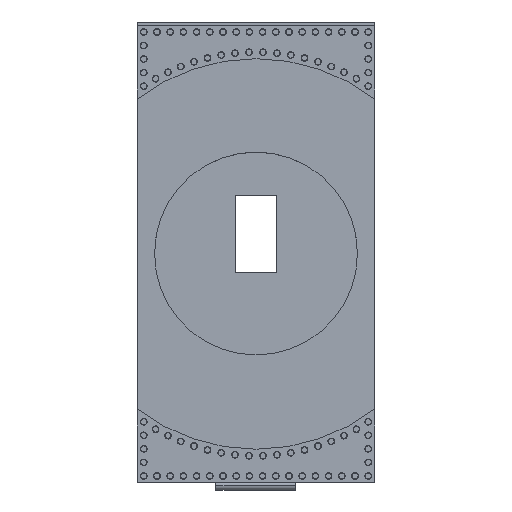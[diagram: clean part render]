
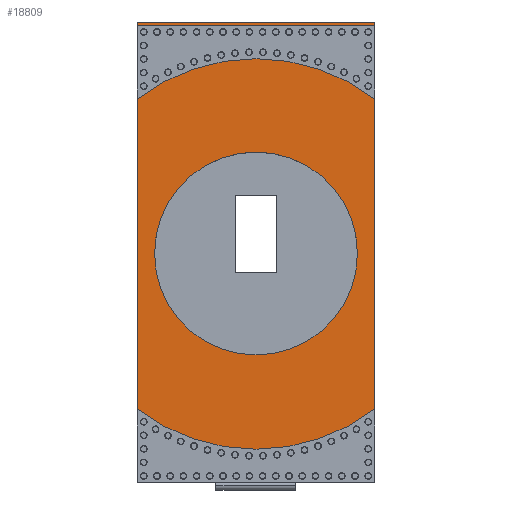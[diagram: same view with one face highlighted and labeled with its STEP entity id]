
A CAD part, top view. The second image highlights one B-rep face of the part: STEP entity #18809.
In plain terms, the highlighted planar face has unit normal (0, 0, 1).
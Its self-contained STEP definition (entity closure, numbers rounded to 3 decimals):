
#18734=CARTESIAN_POINT('',(45.3,-0.228,2.));
#18735=DIRECTION('',(0.,0.,1.));
#18736=DIRECTION('',(-1.,0.,0.));
#18737=AXIS2_PLACEMENT_3D('',#18734,#18735,#18736);
#18738=PLANE('',#18737);
#18739=CARTESIAN_POINT('',(66.3,69.647,2.));
#18740=VERTEX_POINT('',#18739);
#18741=CARTESIAN_POINT('',(5.3,69.647,2.));
#18742=VERTEX_POINT('',#18741);
#18743=CARTESIAN_POINT('',(35.8,69.647,2.));
#18744=DIRECTION('',(-0.,-0.,-1.));
#18745=DIRECTION('',(1.,0.,-0.));
#18746=AXIS2_PLACEMENT_3D('',#18743,#18744,#18745);
#18747=CIRCLE('',#18746,30.5);
#18748=EDGE_CURVE('',#18740,#18742,#18747,.T.);
#18749=ORIENTED_EDGE('',*,*,#18748,.T.);
#18750=CARTESIAN_POINT('',(35.8,69.647,2.));
#18751=DIRECTION('',(-0.,-0.,-1.));
#18752=DIRECTION('',(1.,0.,-0.));
#18753=AXIS2_PLACEMENT_3D('',#18750,#18751,#18752);
#18754=CIRCLE('',#18753,30.5);
#18755=EDGE_CURVE('',#18742,#18740,#18754,.T.);
#18756=ORIENTED_EDGE('',*,*,#18755,.T.);
#18757=EDGE_LOOP('',(#18749,#18756));
#18758=FACE_BOUND('',#18757,.T.);
#18759=CARTESIAN_POINT('',(0.05,0.772,2.));
#18760=VERTEX_POINT('',#18759);
#18761=CARTESIAN_POINT('',(23.75,0.772,2.));
#18762=VERTEX_POINT('',#18761);
#18763=CARTESIAN_POINT('',(0.05,0.772,2.));
#18764=DIRECTION('',(1.,-0.,-0.));
#18765=VECTOR('',#18764,23.7);
#18766=LINE('',#18763,#18765);
#18767=EDGE_CURVE('',#18760,#18762,#18766,.T.);
#18768=ORIENTED_EDGE('',*,*,#18767,.T.);
#18769=CARTESIAN_POINT('',(47.75,0.772,2.));
#18770=VERTEX_POINT('',#18769);
#18771=CARTESIAN_POINT('',(23.75,0.772,2.));
#18772=DIRECTION('',(1.,-0.,-0.));
#18773=VECTOR('',#18772,24.);
#18774=LINE('',#18771,#18773);
#18775=EDGE_CURVE('',#18762,#18770,#18774,.T.);
#18776=ORIENTED_EDGE('',*,*,#18775,.T.);
#18777=CARTESIAN_POINT('',(71.55,0.772,2.));
#18778=VERTEX_POINT('',#18777);
#18779=CARTESIAN_POINT('',(47.75,0.772,2.));
#18780=DIRECTION('',(1.,-0.,-0.));
#18781=VECTOR('',#18780,23.8);
#18782=LINE('',#18779,#18781);
#18783=EDGE_CURVE('',#18770,#18778,#18782,.T.);
#18784=ORIENTED_EDGE('',*,*,#18783,.T.);
#18785=CARTESIAN_POINT('',(71.55,139.25,2.));
#18786=VERTEX_POINT('',#18785);
#18787=CARTESIAN_POINT('',(71.55,0.772,2.));
#18788=DIRECTION('',(0.,1.,0.));
#18789=VECTOR('',#18788,138.478);
#18790=LINE('',#18787,#18789);
#18791=EDGE_CURVE('',#18778,#18786,#18790,.T.);
#18792=ORIENTED_EDGE('',*,*,#18791,.T.);
#18793=CARTESIAN_POINT('',(0.05,139.25,2.));
#18794=VERTEX_POINT('',#18793);
#18795=CARTESIAN_POINT('',(0.05,139.25,2.));
#18796=DIRECTION('',(1.,0.,-0.));
#18797=VECTOR('',#18796,71.5);
#18798=LINE('',#18795,#18797);
#18799=EDGE_CURVE('',#18794,#18786,#18798,.T.);
#18800=ORIENTED_EDGE('',*,*,#18799,.F.);
#18801=CARTESIAN_POINT('',(0.05,0.772,2.));
#18802=DIRECTION('',(0.,1.,0.));
#18803=VECTOR('',#18802,138.478);
#18804=LINE('',#18801,#18803);
#18805=EDGE_CURVE('',#18760,#18794,#18804,.T.);
#18806=ORIENTED_EDGE('',*,*,#18805,.F.);
#18807=EDGE_LOOP('',(#18768,#18776,#18784,#18792,#18800,#18806));
#18808=FACE_BOUND('',#18807,.T.);
#18809=ADVANCED_FACE('',(#18758,#18808),#18738,.T.);
